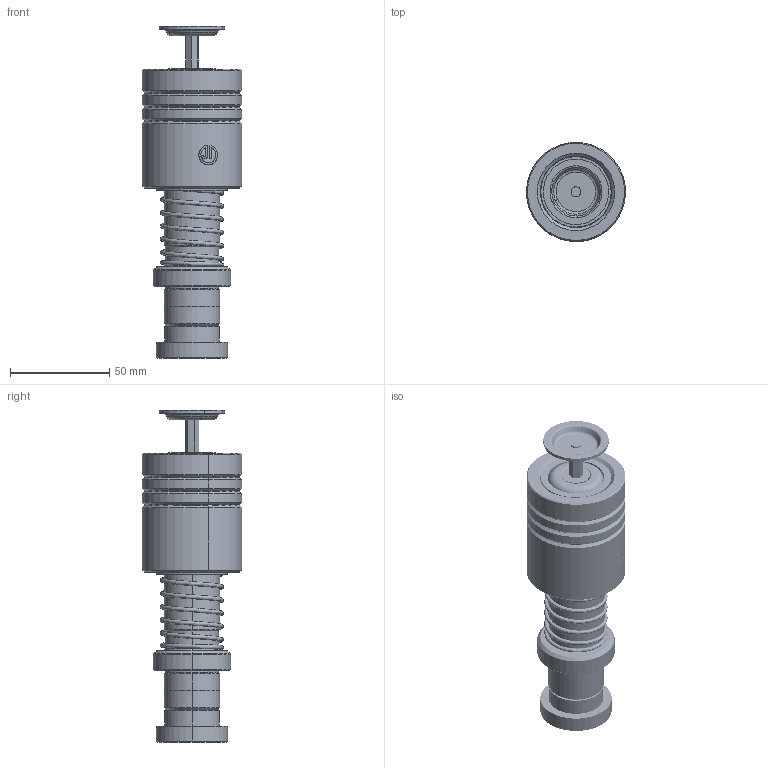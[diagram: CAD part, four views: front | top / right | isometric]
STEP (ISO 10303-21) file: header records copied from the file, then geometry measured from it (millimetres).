
FILE_DESCRIPTION (( 'STEP AP214' ), '1' );
FILE_NAME ('HMSH(HMJH)-D28-L110(BL-60).STEP', '2021-08-17T02:53:34', ( '' ), ( '' ), 'SwSTEP 2.0', 'SolidWorks 2016', '' );
FILE_SCHEMA (( 'AUTOMOTIVE_DESIGN' ));
Length unit declared in the file: millimetre
Products named in the file (254): BALL-D4; GTM-3-縐种; GTM-M12蹟簽; BSH-35.5-28.5-L60; GTM-33郪蚾; BSH-D35.5-28.5-L60郪蚾; TBB-D50-d36-L60; GTM-33; DRPM蹟簽D28; HMSH(HMJH)-D28-L110(BL-60); HWP-D31.3-d28.5-L40; DRPM-D28-L110
Assembly tree (246 placements, depth 3):
  BALL-D4
  BALL-D4
  BALL-D4
  BALL-D4
  BALL-D4
Bounding box: 50 x 50 x 167.47 mm (x, y, z)
Volume: 167006.6 mm3; surface area: 80738.5 mm2
Topology: 239 solids, 239 shells, 1146 faces, 4729 edges, 3134 vertices
Faces by surface type: sphere 924, cylinder 68, plane 50, cone 46, torus 36, bspline 22
Entity records: 53639 total; most frequent: CARTESIAN_POINT 31493, ORIENTED_EDGE 3888, DIRECTION 3429, EDGE_CURVE 1944, AXIS2_PLACEMENT_3D 1615, VERTEX_POINT 1266, EDGE_LOOP 1148, B_SPLINE_CURVE_WITH_KNOTS 1030
